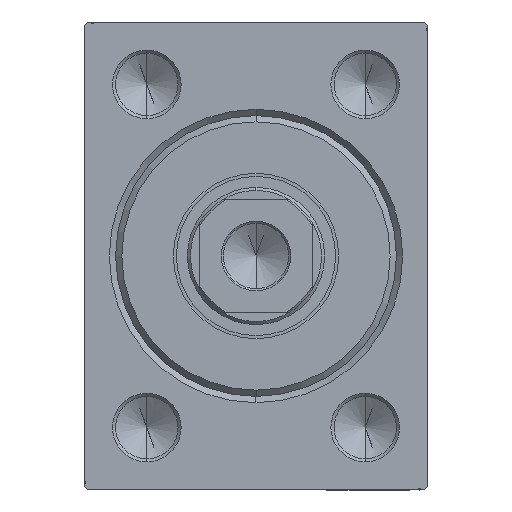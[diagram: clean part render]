
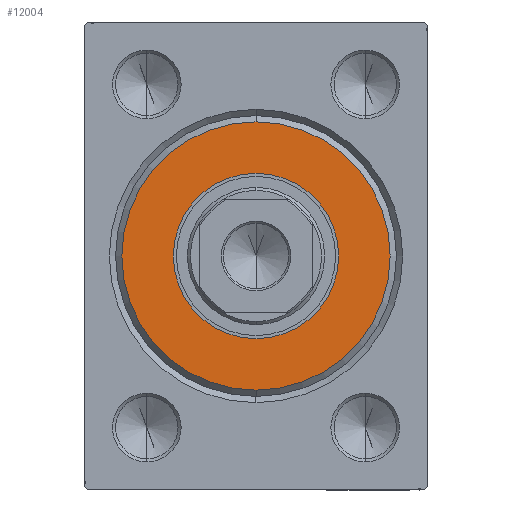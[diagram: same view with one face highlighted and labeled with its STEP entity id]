
A CAD part, left-side view. The second image highlights one B-rep face of the part: STEP entity #12004.
In plain terms, the highlighted face is planar.
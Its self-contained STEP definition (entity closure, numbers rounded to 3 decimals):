
#1784 = CARTESIAN_POINT ( 'NONE',  ( 3., 0., 0. ) ) ;
#1883 = AXIS2_PLACEMENT_3D ( 'NONE', #43476, #36140, #32998 ) ;
#4996 = FACE_BOUND ( 'NONE', #38671, .T. ) ;
#5611 = ORIENTED_EDGE ( 'NONE', *, *, #43638, .F. ) ;
#9715 = CIRCLE ( 'NONE', #1883, 13.25 ) ;
#10244 = DIRECTION ( 'NONE',  ( 1., 0., 0. ) ) ;
#12004 = ADVANCED_FACE ( 'NONE', ( #35801, #4996 ), #21519, .T. ) ;
#12931 = DIRECTION ( 'NONE',  ( 0., 0., -1. ) ) ;
#13174 = CARTESIAN_POINT ( 'NONE',  ( 3., 0., -13.25 ) ) ;
#13919 = CARTESIAN_POINT ( 'NONE',  ( 3., 0., 13.25 ) ) ;
#13931 = CIRCLE ( 'NONE', #32475, 21.5 ) ;
#18206 = AXIS2_PLACEMENT_3D ( 'NONE', #26775, #10244, #41036 ) ;
#19193 = DIRECTION ( 'NONE',  ( 1., 0., 0. ) ) ;
#19393 = EDGE_LOOP ( 'NONE', ( #37295, #43334 ) ) ;
#21519 = PLANE ( 'NONE',  #35984 ) ;
#21765 = CIRCLE ( 'NONE', #18206, 13.25 ) ;
#22479 = VERTEX_POINT ( 'NONE', #13174 ) ;
#23284 = DIRECTION ( 'NONE',  ( 1., 0., 0. ) ) ;
#24786 = CARTESIAN_POINT ( 'NONE',  ( 3., 0., -21.5 ) ) ;
#24872 = CARTESIAN_POINT ( 'NONE',  ( 3., 0., 0. ) ) ;
#25805 = ORIENTED_EDGE ( 'NONE', *, *, #36902, .F. ) ;
#26194 = VERTEX_POINT ( 'NONE', #13919 ) ;
#26531 = VERTEX_POINT ( 'NONE', #24786 ) ;
#26775 = CARTESIAN_POINT ( 'NONE',  ( 3., 0., 0. ) ) ;
#29031 = CARTESIAN_POINT ( 'NONE',  ( 3., 0., 21.5 ) ) ;
#29100 = DIRECTION ( 'NONE',  ( 0., 0., -1. ) ) ;
#31793 = DIRECTION ( 'NONE',  ( 1., 0., 0. ) ) ;
#32475 = AXIS2_PLACEMENT_3D ( 'NONE', #1784, #19193, #12931 ) ;
#32998 = DIRECTION ( 'NONE',  ( 0., 0., -1. ) ) ;
#35801 = FACE_OUTER_BOUND ( 'NONE', #19393, .T. ) ;
#35984 = AXIS2_PLACEMENT_3D ( 'NONE', #24872, #31793, #29100 ) ;
#36140 = DIRECTION ( 'NONE',  ( 1., 0., 0. ) ) ;
#36789 = EDGE_CURVE ( 'NONE', #37729, #26531, #13931, .T. ) ;
#36902 = EDGE_CURVE ( 'NONE', #22479, #26194, #21765, .T. ) ;
#37295 = ORIENTED_EDGE ( 'NONE', *, *, #36789, .T. ) ;
#37729 = VERTEX_POINT ( 'NONE', #29031 ) ;
#38671 = EDGE_LOOP ( 'NONE', ( #25805, #5611 ) ) ;
#38880 = CIRCLE ( 'NONE', #40403, 21.5 ) ;
#40242 = CARTESIAN_POINT ( 'NONE',  ( 3., 0., 0. ) ) ;
#40403 = AXIS2_PLACEMENT_3D ( 'NONE', #40242, #23284, #43160 ) ;
#40979 = EDGE_CURVE ( 'NONE', #26531, #37729, #38880, .T. ) ;
#41036 = DIRECTION ( 'NONE',  ( 0., 0., -1. ) ) ;
#43160 = DIRECTION ( 'NONE',  ( 0., 0., -1. ) ) ;
#43334 = ORIENTED_EDGE ( 'NONE', *, *, #40979, .T. ) ;
#43476 = CARTESIAN_POINT ( 'NONE',  ( 3., 0., 0. ) ) ;
#43638 = EDGE_CURVE ( 'NONE', #26194, #22479, #9715, .T. ) ;
